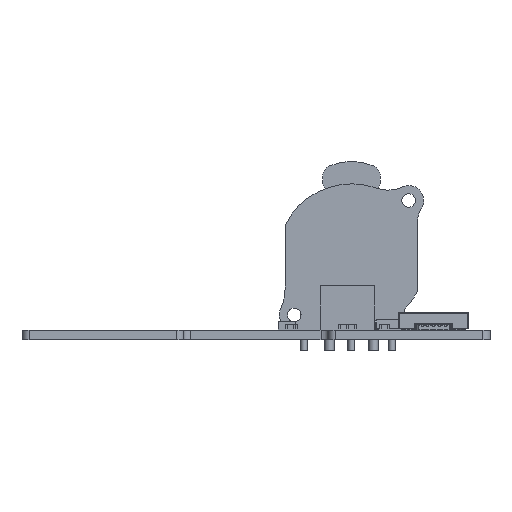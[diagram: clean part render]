
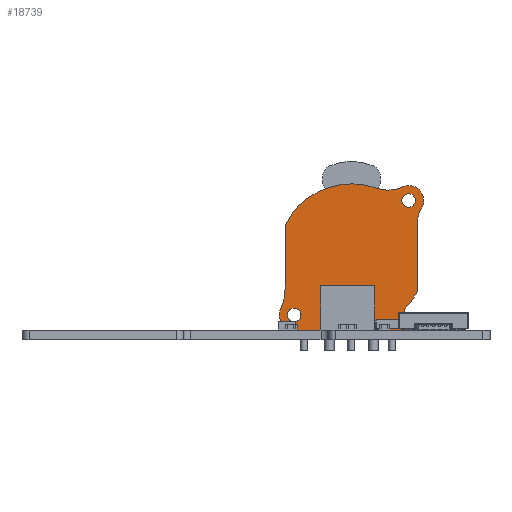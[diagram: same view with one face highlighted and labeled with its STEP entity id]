
A CAD part, front view. The second image highlights one B-rep face of the part: STEP entity #18739.
In plain terms, the highlighted face is planar.
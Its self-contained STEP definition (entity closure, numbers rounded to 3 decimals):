
#18695 = VERTEX_POINT('',#18696);
#18696 = CARTESIAN_POINT('',(11.075,9.9,19.5));
#18702 = EDGE_CURVE('',#18695,#18703,#18705,.T.);
#18703 = VERTEX_POINT('',#18704);
#18704 = CARTESIAN_POINT('',(8.725,9.9,19.5));
#18705 = CIRCLE('',#18706,1.175);
#18706 = AXIS2_PLACEMENT_3D('',#18707,#18708,#18709);
#18707 = CARTESIAN_POINT('',(9.9,9.9,19.5));
#18708 = DIRECTION('',(0.,0.,-1.));
#18709 = DIRECTION('',(1.,0.,0.));
#18727 = EDGE_CURVE('',#18703,#18695,#18728,.T.);
#18728 = CIRCLE('',#18729,1.175);
#18729 = AXIS2_PLACEMENT_3D('',#18730,#18731,#18732);
#18730 = CARTESIAN_POINT('',(9.9,9.9,19.5));
#18731 = DIRECTION('',(0.,0.,-1.));
#18732 = DIRECTION('',(-1.,0.,0.));
#18739 = ADVANCED_FACE('',(#18740,#18837,#18841),#18861,.T.);
#18740 = FACE_BOUND('',#18741,.F.);
#18741 = EDGE_LOOP('',(#18742,#18752,#18761,#18770,#18779,#18788,#18796,
    #18805,#18813,#18821,#18830));
#18742 = ORIENTED_EDGE('',*,*,#18743,.F.);
#18743 = EDGE_CURVE('',#18744,#18746,#18748,.T.);
#18744 = VERTEX_POINT('',#18745);
#18745 = CARTESIAN_POINT('',(-11.5,5.62,19.5));
#18746 = VERTEX_POINT('',#18747);
#18747 = CARTESIAN_POINT('',(-11.5,-5.406,19.5));
#18748 = LINE('',#18749,#18750);
#18749 = CARTESIAN_POINT('',(-11.5,5.62,19.5));
#18750 = VECTOR('',#18751,1.);
#18751 = DIRECTION('',(0.,-1.,0.));
#18752 = ORIENTED_EDGE('',*,*,#18753,.F.);
#18753 = EDGE_CURVE('',#18754,#18744,#18756,.T.);
#18754 = VERTEX_POINT('',#18755);
#18755 = CARTESIAN_POINT('',(4.292,12.059,19.5));
#18756 = CIRCLE('',#18757,12.8);
#18757 = AXIS2_PLACEMENT_3D('',#18758,#18759,#18760);
#18758 = CARTESIAN_POINT('',(0.,0.,19.5));
#18759 = DIRECTION('',(0.,0.,1.));
#18760 = DIRECTION('',(0.335,0.942,0.));
#18761 = ORIENTED_EDGE('',*,*,#18762,.F.);
#18762 = EDGE_CURVE('',#18763,#18754,#18765,.T.);
#18763 = VERTEX_POINT('',#18764);
#18764 = CARTESIAN_POINT('',(8.813,12.262,19.5));
#18765 = CIRCLE('',#18766,6.);
#18766 = AXIS2_PLACEMENT_3D('',#18767,#18768,#18769);
#18767 = CARTESIAN_POINT('',(6.303,17.712,19.5));
#18768 = DIRECTION('',(0.,0.,-1.));
#18769 = DIRECTION('',(0.418,-0.908,0.));
#18770 = ORIENTED_EDGE('',*,*,#18771,.F.);
#18771 = EDGE_CURVE('',#18772,#18763,#18774,.T.);
#18772 = VERTEX_POINT('',#18773);
#18773 = CARTESIAN_POINT('',(12.036,8.417,19.5));
#18774 = CIRCLE('',#18775,2.6);
#18775 = AXIS2_PLACEMENT_3D('',#18776,#18777,#18778);
#18776 = CARTESIAN_POINT('',(9.9,9.9,19.5));
#18777 = DIRECTION('',(0.,0.,1.));
#18778 = DIRECTION('',(0.821,-0.57,0.));
#18779 = ORIENTED_EDGE('',*,*,#18780,.F.);
#18780 = EDGE_CURVE('',#18781,#18772,#18783,.T.);
#18781 = VERTEX_POINT('',#18782);
#18782 = CARTESIAN_POINT('',(11.5,6.706,19.5));
#18783 = CIRCLE('',#18784,3.);
#18784 = AXIS2_PLACEMENT_3D('',#18785,#18786,#18787);
#18785 = CARTESIAN_POINT('',(14.5,6.706,19.5));
#18786 = DIRECTION('',(0.,0.,-1.));
#18787 = DIRECTION('',(-1.,0.,0.));
#18788 = ORIENTED_EDGE('',*,*,#18789,.F.);
#18789 = EDGE_CURVE('',#18790,#18781,#18792,.T.);
#18790 = VERTEX_POINT('',#18791);
#18791 = CARTESIAN_POINT('',(11.5,-5.62,19.5));
#18792 = LINE('',#18793,#18794);
#18793 = CARTESIAN_POINT('',(11.5,-5.62,19.5));
#18794 = VECTOR('',#18795,1.);
#18795 = DIRECTION('',(0.,1.,0.));
#18796 = ORIENTED_EDGE('',*,*,#18797,.F.);
#18797 = EDGE_CURVE('',#18798,#18790,#18800,.T.);
#18798 = VERTEX_POINT('',#18799);
#18799 = CARTESIAN_POINT('',(9.2,-8.899,19.5));
#18800 = CIRCLE('',#18801,12.8);
#18801 = AXIS2_PLACEMENT_3D('',#18802,#18803,#18804);
#18802 = CARTESIAN_POINT('',(0.,0.,19.5));
#18803 = DIRECTION('',(0.,0.,1.));
#18804 = DIRECTION('',(0.719,-0.695,0.));
#18805 = ORIENTED_EDGE('',*,*,#18806,.F.);
#18806 = EDGE_CURVE('',#18807,#18798,#18809,.T.);
#18807 = VERTEX_POINT('',#18808);
#18808 = CARTESIAN_POINT('',(9.2,-12.5,19.5));
#18809 = LINE('',#18810,#18811);
#18810 = CARTESIAN_POINT('',(9.2,-12.5,19.5));
#18811 = VECTOR('',#18812,1.);
#18812 = DIRECTION('',(0.,1.,0.));
#18813 = ORIENTED_EDGE('',*,*,#18814,.F.);
#18814 = EDGE_CURVE('',#18815,#18807,#18817,.T.);
#18815 = VERTEX_POINT('',#18816);
#18816 = CARTESIAN_POINT('',(-9.9,-12.5,19.5));
#18817 = LINE('',#18818,#18819);
#18818 = CARTESIAN_POINT('',(-9.9,-12.5,19.5));
#18819 = VECTOR('',#18820,1.);
#18820 = DIRECTION('',(1.,0.,0.));
#18821 = ORIENTED_EDGE('',*,*,#18822,.F.);
#18822 = EDGE_CURVE('',#18823,#18815,#18825,.T.);
#18823 = VERTEX_POINT('',#18824);
#18824 = CARTESIAN_POINT('',(-12.255,-8.798,19.5));
#18825 = CIRCLE('',#18826,2.6);
#18826 = AXIS2_PLACEMENT_3D('',#18827,#18828,#18829);
#18827 = CARTESIAN_POINT('',(-9.9,-9.9,19.5));
#18828 = DIRECTION('',(0.,0.,1.));
#18829 = DIRECTION('',(-0.906,0.424,0.));
#18830 = ORIENTED_EDGE('',*,*,#18831,.F.);
#18831 = EDGE_CURVE('',#18746,#18823,#18832,.T.);
#18832 = CIRCLE('',#18833,8.);
#18833 = AXIS2_PLACEMENT_3D('',#18834,#18835,#18836);
#18834 = CARTESIAN_POINT('',(-19.5,-5.406,19.5));
#18835 = DIRECTION('',(0.,0.,-1.));
#18836 = DIRECTION('',(1.,0.,0.));
#18837 = FACE_BOUND('',#18838,.F.);
#18838 = EDGE_LOOP('',(#18839,#18840));
#18839 = ORIENTED_EDGE('',*,*,#18702,.F.);
#18840 = ORIENTED_EDGE('',*,*,#18727,.F.);
#18841 = FACE_BOUND('',#18842,.F.);
#18842 = EDGE_LOOP('',(#18843,#18854));
#18843 = ORIENTED_EDGE('',*,*,#18844,.F.);
#18844 = EDGE_CURVE('',#18845,#18847,#18849,.T.);
#18845 = VERTEX_POINT('',#18846);
#18846 = CARTESIAN_POINT('',(-8.725,-9.9,19.5));
#18847 = VERTEX_POINT('',#18848);
#18848 = CARTESIAN_POINT('',(-11.075,-9.9,19.5));
#18849 = CIRCLE('',#18850,1.175);
#18850 = AXIS2_PLACEMENT_3D('',#18851,#18852,#18853);
#18851 = CARTESIAN_POINT('',(-9.9,-9.9,19.5));
#18852 = DIRECTION('',(0.,0.,-1.));
#18853 = DIRECTION('',(1.,0.,0.));
#18854 = ORIENTED_EDGE('',*,*,#18855,.F.);
#18855 = EDGE_CURVE('',#18847,#18845,#18856,.T.);
#18856 = CIRCLE('',#18857,1.175);
#18857 = AXIS2_PLACEMENT_3D('',#18858,#18859,#18860);
#18858 = CARTESIAN_POINT('',(-9.9,-9.9,19.5));
#18859 = DIRECTION('',(0.,0.,-1.));
#18860 = DIRECTION('',(-1.,0.,0.));
#18861 = PLANE('',#18862);
#18862 = AXIS2_PLACEMENT_3D('',#18863,#18864,#18865);
#18863 = CARTESIAN_POINT('',(0.,0.,19.5));
#18864 = DIRECTION('',(0.,0.,1.));
#18865 = DIRECTION('',(1.,0.,0.));
